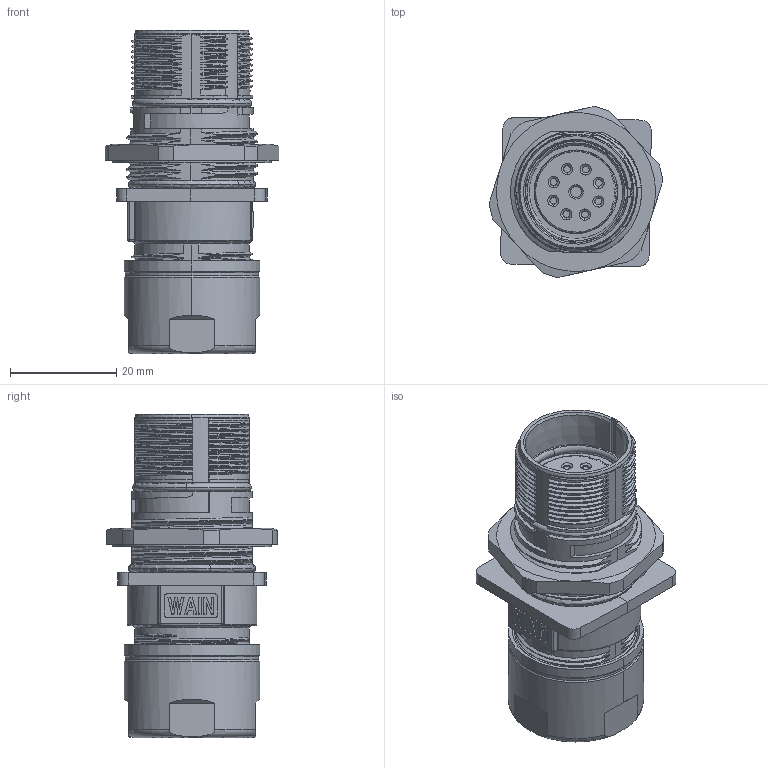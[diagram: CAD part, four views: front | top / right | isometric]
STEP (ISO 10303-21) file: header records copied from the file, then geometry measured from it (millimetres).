
FILE_DESCRIPTION(/* description */ (''),/* implementation_level */ '2;1');
FILE_NAME(/* name */ 'MR23-009-CCT_R-D8-SH.stp',/* time_stamp */ '2023-12-28T14:09:35+08:00',/* author */ (''),/* organization */ (''),/* preprocessor_version */ 'ST-DEVELOPER v18.1',/* originating_system */ 'SIEMENS PLM Software NX 1980',/* authorisation */ '');
FILE_SCHEMA (('AUTOMOTIVE_DESIGN { 1 0 10303 214 3 1 1 1 }'));
Length unit declared in the file: millimetre
Products named in the file (1): sss
Bounding box: 32.74 x 32.28 x 60.95 mm (x, y, z)
Volume: 26003.6 mm3; surface area: 8787.9 mm2
Topology: 1 solids, 1 shells, 672 faces, 1823 edges, 1188 vertices
Faces by surface type: cylinder 220, cone 197, plane 171, torus 37, bspline 27, sphere 20
Full cylindrical faces by diameter (mm): 1.3 x1
Entity records: 26196 total; most frequent: CARTESIAN_POINT 10882, ORIENTED_EDGE 3642, DIRECTION 2494, EDGE_CURVE 1821, VERTEX_POINT 1189, AXIS2_PLACEMENT_3D 970, B_SPLINE_CURVE_WITH_KNOTS 943, EDGE_LOOP 709
